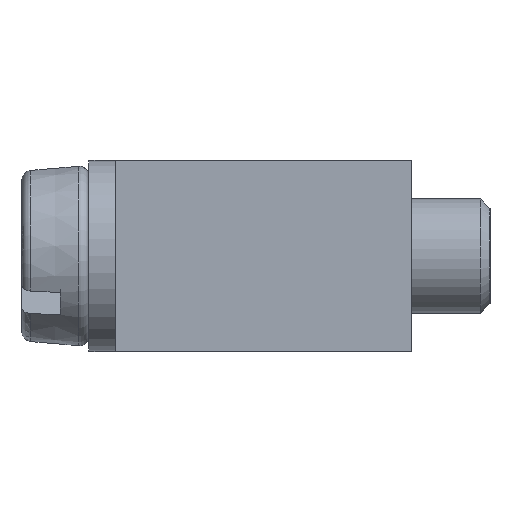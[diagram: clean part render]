
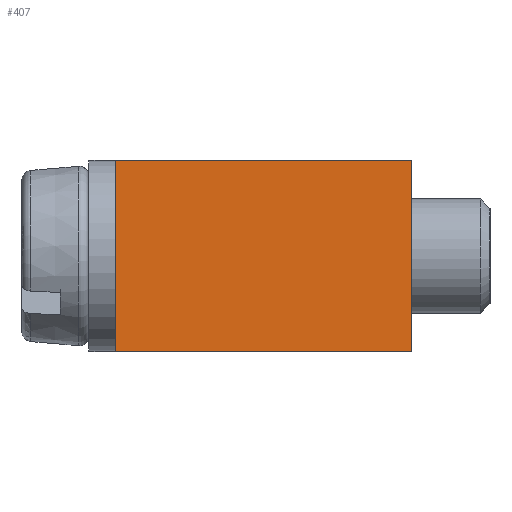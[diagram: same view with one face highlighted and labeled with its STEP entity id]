
A CAD part, left-side view. The second image highlights one B-rep face of the part: STEP entity #407.
In plain terms, the highlighted planar face has unit normal (-1, 0, 0).
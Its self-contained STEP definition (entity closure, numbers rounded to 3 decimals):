
#160=PLANE('',#1575);
#211=FACE_OUTER_BOUND('',#684,.T.);
#252=LINE('',#2404,#316);
#265=LINE('',#2435,#329);
#280=LINE('',#2464,#344);
#281=LINE('',#2466,#345);
#316=VECTOR('',#1834,1.);
#329=VECTOR('',#1855,1.);
#344=VECTOR('',#1872,1.);
#345=VECTOR('',#1875,1.);
#407=ADVANCED_FACE('',(#211),#160,.F.);
#684=EDGE_LOOP('',(#930,#931,#932,#933));
#930=ORIENTED_EDGE('',*,*,#1343,.T.);
#931=ORIENTED_EDGE('',*,*,#1344,.F.);
#932=ORIENTED_EDGE('',*,*,#1328,.F.);
#933=ORIENTED_EDGE('',*,*,#1312,.T.);
#1166=VERTEX_POINT('',#2399);
#1168=VERTEX_POINT('',#2403);
#1183=VERTEX_POINT('',#2436);
#1195=VERTEX_POINT('',#2463);
#1312=EDGE_CURVE('',#1166,#1168,#252,.T.);
#1328=EDGE_CURVE('',#1166,#1183,#265,.T.);
#1343=EDGE_CURVE('',#1168,#1195,#280,.T.);
#1344=EDGE_CURVE('',#1183,#1195,#281,.T.);
#1575=AXIS2_PLACEMENT_3D('',#2467,#1876,#1877);
#1834=DIRECTION('',(0.,0.,-1.));
#1855=DIRECTION('',(0.,-1.,0.));
#1872=DIRECTION('',(0.,-1.,0.));
#1875=DIRECTION('',(0.,0.,-1.));
#1876=DIRECTION('',(1.,0.,0.));
#1877=DIRECTION('',(0.,-1.,0.));
#2399=CARTESIAN_POINT('',(-17.2,6.,10.));
#2403=CARTESIAN_POINT('',(-17.2,6.,0.));
#2404=CARTESIAN_POINT('',(-17.2,6.,10.));
#2435=CARTESIAN_POINT('',(-17.2,6.,10.));
#2436=CARTESIAN_POINT('',(-17.2,-9.5,10.));
#2463=CARTESIAN_POINT('',(-17.2,-9.5,0.));
#2464=CARTESIAN_POINT('',(-17.2,6.,0.));
#2466=CARTESIAN_POINT('',(-17.2,-9.5,10.));
#2467=CARTESIAN_POINT('',(-17.2,6.,10.));
